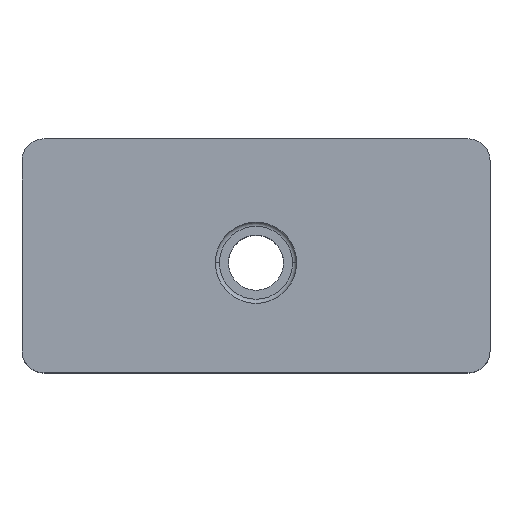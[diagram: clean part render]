
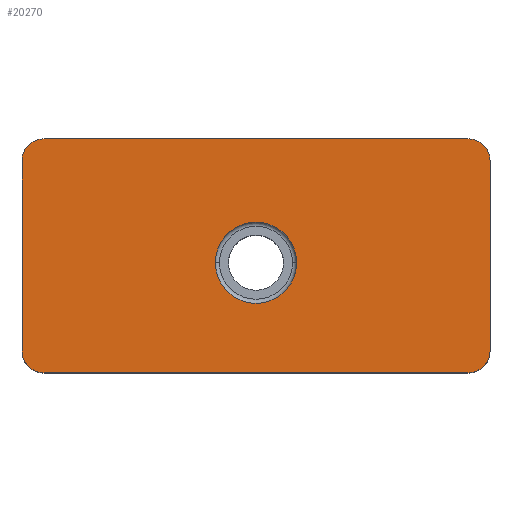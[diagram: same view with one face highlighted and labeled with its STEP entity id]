
A CAD part, top view. The second image highlights one B-rep face of the part: STEP entity #20270.
In plain terms, the highlighted planar face has unit normal (0, 0, 1).
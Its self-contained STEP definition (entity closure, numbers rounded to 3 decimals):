
#14608=CARTESIAN_POINT('',(-154.,-69.,49.));
#14609=DIRECTION('',(0.,0.,1.));
#14610=DIRECTION('',(-1.,0.,0.));
#14611=AXIS2_PLACEMENT_3D('',#14608,#14609,#14610);
#14613=DIRECTION('',(0.,-1.,0.));
#14614=VECTOR('',#14613,138.);
#14615=CARTESIAN_POINT('',(-170.,69.,49.));
#14616=LINE('',#14615,#14614);
#14617=CARTESIAN_POINT('',(-154.,69.,49.));
#14618=DIRECTION('',(0.,0.,1.));
#14619=DIRECTION('',(0.,1.,0.));
#14620=AXIS2_PLACEMENT_3D('',#14617,#14618,#14619);
#14622=DIRECTION('',(-1.,0.,0.));
#14623=VECTOR('',#14622,308.);
#14624=CARTESIAN_POINT('',(154.,85.,49.));
#14625=LINE('',#14624,#14623);
#14626=CARTESIAN_POINT('',(154.,69.,49.));
#14627=DIRECTION('',(0.,0.,1.));
#14628=DIRECTION('',(1.,0.,0.));
#14629=AXIS2_PLACEMENT_3D('',#14626,#14627,#14628);
#14631=DIRECTION('',(0.,1.,0.));
#14632=VECTOR('',#14631,138.);
#14633=CARTESIAN_POINT('',(170.,-69.,49.));
#14634=LINE('',#14633,#14632);
#14635=CARTESIAN_POINT('',(154.,-69.,49.));
#14636=DIRECTION('',(0.,0.,1.));
#14637=DIRECTION('',(0.,-1.,0.));
#14638=AXIS2_PLACEMENT_3D('',#14635,#14636,#14637);
#14640=DIRECTION('',(1.,0.,0.));
#14641=VECTOR('',#14640,308.);
#14642=CARTESIAN_POINT('',(-154.,-85.,49.));
#14643=LINE('',#14642,#14641);
#14644=CARTESIAN_POINT('',(0.,-5.,49.));
#14645=DIRECTION('',(0.,0.,-1.));
#14646=DIRECTION('',(-1.,0.,0.));
#14647=AXIS2_PLACEMENT_3D('',#14644,#14645,#14646);
#14649=CARTESIAN_POINT('',(0.,-5.,49.));
#14650=DIRECTION('',(0.,0.,-1.));
#14651=DIRECTION('',(1.,0.,0.));
#14652=AXIS2_PLACEMENT_3D('',#14649,#14650,#14651);
#19245=CARTESIAN_POINT('',(-170.,-69.,49.));
#19246=CARTESIAN_POINT('',(-154.,-85.,49.));
#19247=VERTEX_POINT('',#19245);
#19248=VERTEX_POINT('',#19246);
#19249=CARTESIAN_POINT('',(-154.,85.,49.));
#19250=CARTESIAN_POINT('',(-170.,69.,49.));
#19251=VERTEX_POINT('',#19249);
#19252=VERTEX_POINT('',#19250);
#19253=CARTESIAN_POINT('',(170.,69.,49.));
#19254=CARTESIAN_POINT('',(154.,85.,49.));
#19255=VERTEX_POINT('',#19253);
#19256=VERTEX_POINT('',#19254);
#19257=CARTESIAN_POINT('',(154.,-85.,49.));
#19258=CARTESIAN_POINT('',(170.,-69.,49.));
#19259=VERTEX_POINT('',#19257);
#19260=VERTEX_POINT('',#19258);
#19771=CARTESIAN_POINT('',(-29.5,-5.,49.));
#19772=CARTESIAN_POINT('',(29.5,-5.,49.));
#19773=VERTEX_POINT('',#19771);
#19774=VERTEX_POINT('',#19772);
#20241=CARTESIAN_POINT('',(0.,0.,49.));
#20242=DIRECTION('',(0.,0.,1.));
#20243=DIRECTION('',(1.,0.,0.));
#20244=AXIS2_PLACEMENT_3D('',#20241,#20242,#20243);
#20245=PLANE('',#20244);
#20247=ORIENTED_EDGE('',*,*,#20246,.F.);
#20249=ORIENTED_EDGE('',*,*,#20248,.F.);
#20251=ORIENTED_EDGE('',*,*,#20250,.F.);
#20253=ORIENTED_EDGE('',*,*,#20252,.F.);
#20255=ORIENTED_EDGE('',*,*,#20254,.F.);
#20257=ORIENTED_EDGE('',*,*,#20256,.F.);
#20259=ORIENTED_EDGE('',*,*,#20258,.F.);
#20261=ORIENTED_EDGE('',*,*,#20260,.F.);
#20262=EDGE_LOOP('',(#20247,#20249,#20251,#20253,#20255,#20257,#20259,#20261));
#20263=FACE_OUTER_BOUND('',#20262,.F.);
#20265=ORIENTED_EDGE('',*,*,#20264,.F.);
#20267=ORIENTED_EDGE('',*,*,#20266,.F.);
#20268=EDGE_LOOP('',(#20265,#20267));
#20269=FACE_BOUND('',#20268,.F.);
#20270=ADVANCED_FACE('',(#20263,#20269),#20245,.T.);
#14612=CIRCLE('',#14611,16.);
#14621=CIRCLE('',#14620,16.);
#14630=CIRCLE('',#14629,16.);
#14639=CIRCLE('',#14638,16.);
#14648=CIRCLE('',#14647,29.5);
#14653=CIRCLE('',#14652,29.5);
#20246=EDGE_CURVE('',#19247,#19248,#14612,.T.);
#20248=EDGE_CURVE('',#19252,#19247,#14616,.T.);
#20250=EDGE_CURVE('',#19251,#19252,#14621,.T.);
#20252=EDGE_CURVE('',#19256,#19251,#14625,.T.);
#20254=EDGE_CURVE('',#19255,#19256,#14630,.T.);
#20256=EDGE_CURVE('',#19260,#19255,#14634,.T.);
#20258=EDGE_CURVE('',#19259,#19260,#14639,.T.);
#20260=EDGE_CURVE('',#19248,#19259,#14643,.T.);
#20264=EDGE_CURVE('',#19773,#19774,#14648,.T.);
#20266=EDGE_CURVE('',#19774,#19773,#14653,.T.);
